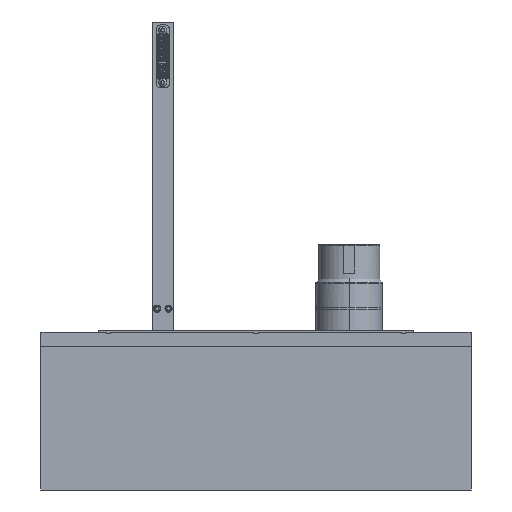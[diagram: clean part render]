
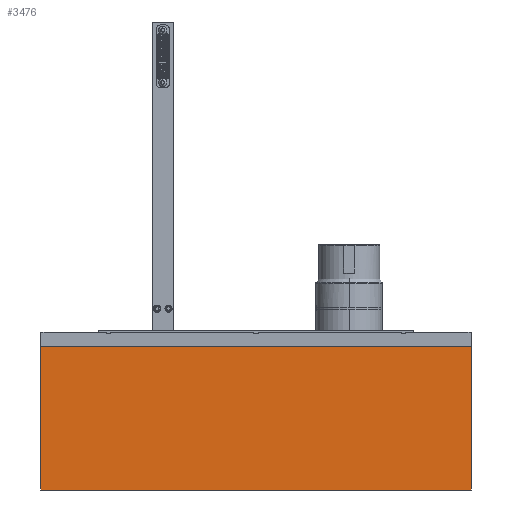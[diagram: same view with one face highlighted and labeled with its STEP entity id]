
A CAD part, front view. The second image highlights one B-rep face of the part: STEP entity #3476.
In plain terms, the highlighted planar face has unit normal (0, -1, 0).
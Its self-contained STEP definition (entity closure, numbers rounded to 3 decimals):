
#284 = EDGE_CURVE ( 'NONE', #104893, #21393, #77692, .T. ) ;
#3476 = ADVANCED_FACE ( 'NONE', ( #33208 ), #129584, .T. ) ;
#5126 = EDGE_CURVE ( 'NONE', #7322, #21393, #106074, .T. ) ;
#7322 = VERTEX_POINT ( 'NONE', #39732 ) ;
#9017 = LINE ( 'NONE', #12284, #42349 ) ;
#12284 = CARTESIAN_POINT ( 'NONE',  ( -150., -150., 0. ) ) ;
#12762 = DIRECTION ( 'NONE',  ( 0., 0., -1. ) ) ;
#21393 = VERTEX_POINT ( 'NONE', #30572 ) ;
#30572 = CARTESIAN_POINT ( 'NONE',  ( 150., -150., 0. ) ) ;
#33208 = FACE_OUTER_BOUND ( 'NONE', #62902, .T. ) ;
#34709 = CARTESIAN_POINT ( 'NONE',  ( -150., -150., 100. ) ) ;
#37336 = VECTOR ( 'NONE', #59788, 1000. ) ;
#39732 = CARTESIAN_POINT ( 'NONE',  ( 150., -150., 100. ) ) ;
#42349 = VECTOR ( 'NONE', #12762, 1000. ) ;
#45629 = VECTOR ( 'NONE', #46501, 1000. ) ;
#46501 = DIRECTION ( 'NONE',  ( -1., 0., 0. ) ) ;
#47769 = CARTESIAN_POINT ( 'NONE',  ( -150., -150., 100. ) ) ;
#51906 = EDGE_CURVE ( 'NONE', #7322, #114286, #135195, .T. ) ;
#59788 = DIRECTION ( 'NONE',  ( 1., 0., 0. ) ) ;
#62902 = EDGE_LOOP ( 'NONE', ( #90058, #69609, #81003, #72829 ) ) ;
#69609 = ORIENTED_EDGE ( 'NONE', *, *, #284, .T. ) ;
#72666 = DIRECTION ( 'NONE',  ( 0., -1., 0. ) ) ;
#72829 = ORIENTED_EDGE ( 'NONE', *, *, #51906, .T. ) ;
#74858 = CARTESIAN_POINT ( 'NONE',  ( 150., -150., 0. ) ) ;
#77692 = LINE ( 'NONE', #104459, #37336 ) ;
#78176 = AXIS2_PLACEMENT_3D ( 'NONE', #95210, #72666, #138455 ) ;
#81003 = ORIENTED_EDGE ( 'NONE', *, *, #5126, .F. ) ;
#81077 = EDGE_CURVE ( 'NONE', #114286, #104893, #9017, .T. ) ;
#90058 = ORIENTED_EDGE ( 'NONE', *, *, #81077, .T. ) ;
#95210 = CARTESIAN_POINT ( 'NONE',  ( -150., -150., 0. ) ) ;
#104459 = CARTESIAN_POINT ( 'NONE',  ( 0., -150., 0. ) ) ;
#104893 = VERTEX_POINT ( 'NONE', #142150 ) ;
#106074 = LINE ( 'NONE', #74858, #109541 ) ;
#109541 = VECTOR ( 'NONE', #142643, 1000. ) ;
#114286 = VERTEX_POINT ( 'NONE', #47769 ) ;
#129584 = PLANE ( 'NONE',  #78176 ) ;
#135195 = LINE ( 'NONE', #34709, #45629 ) ;
#138455 = DIRECTION ( 'NONE',  ( 0., 0., -1. ) ) ;
#142150 = CARTESIAN_POINT ( 'NONE',  ( -150., -150., 0. ) ) ;
#142643 = DIRECTION ( 'NONE',  ( 0., 0., -1. ) ) ;
